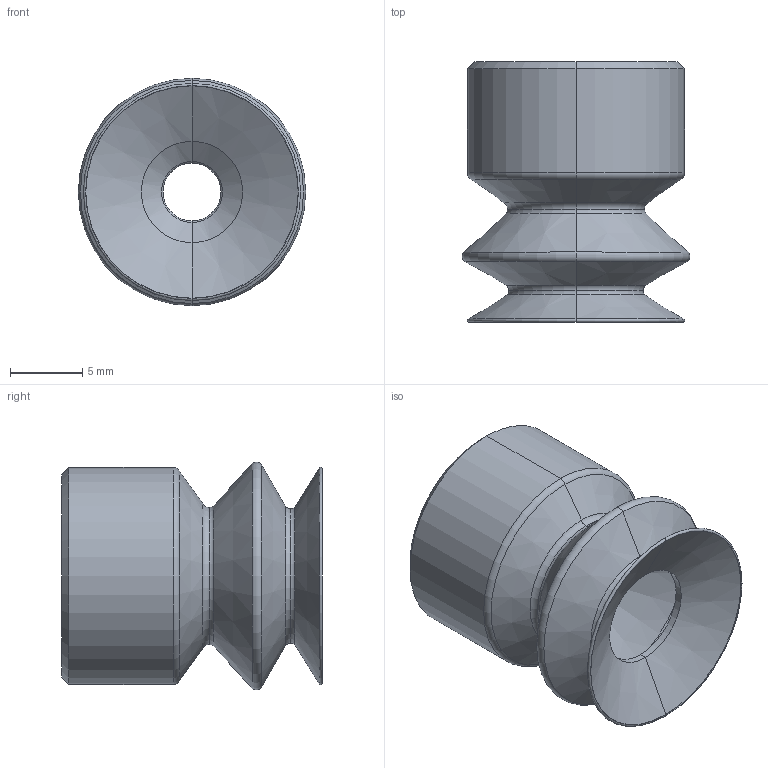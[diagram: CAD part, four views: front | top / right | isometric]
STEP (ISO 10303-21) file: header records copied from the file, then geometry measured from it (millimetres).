
FILE_DESCRIPTION (( 'STEP AP203' ), '1' );
FILE_NAME ('DL15BS-05.STEP', '2018-06-04T06:01:03', ( '' ), ( '' ), 'SwSTEP 2.0', 'SolidWorks 2014', '' );
FILE_SCHEMA (( 'CONFIG_CONTROL_DESIGN' ));
Length unit declared in the file: millimetre
Products named in the file (1): DL15BS-05
Bounding box: 15.71 x 18 x 15.71 mm (x, y, z)
Volume: 1767.1 mm3; surface area: 1798.1 mm2
Topology: 1 solids, 1 shells, 53 faces, 106 edges, 56 vertices
Faces by surface type: cone 22, torus 18, cylinder 10, plane 3
Entity records: 1443 total; most frequent: DIRECTION 288, CARTESIAN_POINT 216, ORIENTED_EDGE 212, AXIS2_PLACEMENT_3D 128, EDGE_CURVE 106, CIRCLE 74, VERTEX_POINT 56, EDGE_LOOP 56
